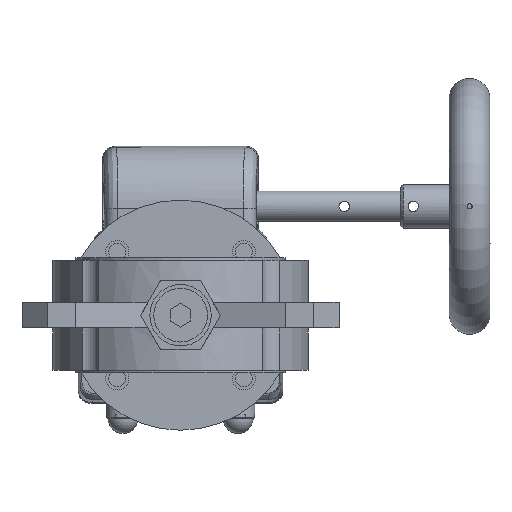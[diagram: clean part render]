
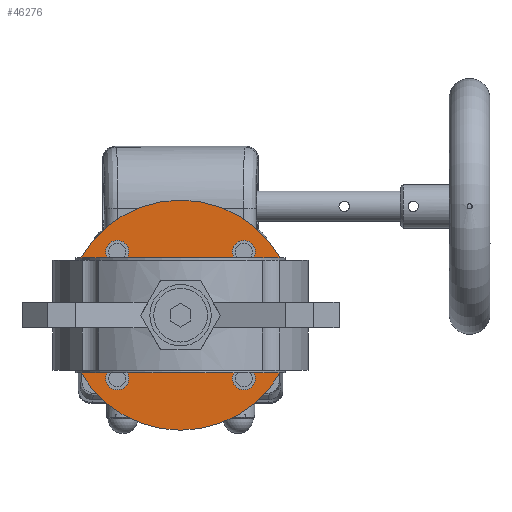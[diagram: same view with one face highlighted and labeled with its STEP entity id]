
A CAD part, front view. The second image highlights one B-rep face of the part: STEP entity #46276.
In plain terms, the highlighted planar face has unit normal (0, -1, 0).
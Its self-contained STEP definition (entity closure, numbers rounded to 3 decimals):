
#1378=PLANE('',#50706);
#1825=FACE_BOUND('',#16301,.T.);
#1826=FACE_BOUND('',#16302,.T.);
#1827=FACE_BOUND('',#16303,.T.);
#1828=FACE_BOUND('',#16304,.T.);
#1829=FACE_BOUND('',#16305,.T.);
#3540=CIRCLE('',#50610,4.5);
#3542=CIRCLE('',#50613,4.5);
#3544=CIRCLE('',#50616,4.5);
#3546=CIRCLE('',#50619,4.5);
#3549=CIRCLE('',#50623,45.);
#6754=LINE('',#156614,#9957);
#6888=LINE('',#157922,#10091);
#6889=LINE('',#157924,#10092);
#6890=LINE('',#157926,#10093);
#6891=LINE('',#157928,#10094);
#6892=LINE('',#157930,#10095);
#6893=LINE('',#157932,#10096);
#6894=LINE('',#157934,#10097);
#6895=LINE('',#157936,#10098);
#6896=LINE('',#157938,#10099);
#6897=LINE('',#157939,#10100);
#6898=LINE('',#157940,#10101);
#9957=VECTOR('',#61607,1000.);
#10091=VECTOR('',#61797,1000.);
#10092=VECTOR('',#61798,1000.);
#10093=VECTOR('',#61799,1000.);
#10094=VECTOR('',#61800,1000.);
#10095=VECTOR('',#61801,1000.);
#10096=VECTOR('',#61802,1000.);
#10097=VECTOR('',#61803,1000.);
#10098=VECTOR('',#61804,1000.);
#10099=VECTOR('',#61805,1000.);
#10100=VECTOR('',#61806,1000.);
#10101=VECTOR('',#61807,1000.);
#13453=FACE_OUTER_BOUND('',#16300,.T.);
#16300=EDGE_LOOP('',(#40911));
#16301=EDGE_LOOP('',(#40912,#40913,#40914,#40915,#40916,#40917,#40918,#40919,
#40920,#40921,#40922,#40923));
#16302=EDGE_LOOP('',(#40924));
#16303=EDGE_LOOP('',(#40925));
#16304=EDGE_LOOP('',(#40926));
#16305=EDGE_LOOP('',(#40927));
#21729=VERTEX_POINT('',#156407);
#21731=VERTEX_POINT('',#156413);
#21733=VERTEX_POINT('',#156419);
#21735=VERTEX_POINT('',#156425);
#21738=VERTEX_POINT('',#156433);
#21781=VERTEX_POINT('',#156611);
#21782=VERTEX_POINT('',#156613);
#21992=VERTEX_POINT('',#157920);
#21993=VERTEX_POINT('',#157921);
#21994=VERTEX_POINT('',#157923);
#21995=VERTEX_POINT('',#157925);
#21996=VERTEX_POINT('',#157927);
#21997=VERTEX_POINT('',#157929);
#21998=VERTEX_POINT('',#157931);
#21999=VERTEX_POINT('',#157933);
#22000=VERTEX_POINT('',#157935);
#22001=VERTEX_POINT('',#157937);
#28132=EDGE_CURVE('',#21729,#21729,#3540,.T.);
#28135=EDGE_CURVE('',#21731,#21731,#3542,.T.);
#28138=EDGE_CURVE('',#21733,#21733,#3544,.T.);
#28141=EDGE_CURVE('',#21735,#21735,#3546,.T.);
#28146=EDGE_CURVE('',#21738,#21738,#3549,.T.);
#28216=EDGE_CURVE('',#21781,#21782,#6754,.T.);
#28433=EDGE_CURVE('',#21992,#21993,#6888,.T.);
#28434=EDGE_CURVE('',#21992,#21994,#6889,.T.);
#28435=EDGE_CURVE('',#21994,#21995,#6890,.T.);
#28436=EDGE_CURVE('',#21995,#21996,#6891,.T.);
#28437=EDGE_CURVE('',#21997,#21996,#6892,.T.);
#28438=EDGE_CURVE('',#21998,#21997,#6893,.T.);
#28439=EDGE_CURVE('',#21998,#21999,#6894,.T.);
#28440=EDGE_CURVE('',#22000,#21999,#6895,.T.);
#28441=EDGE_CURVE('',#22001,#22000,#6896,.T.);
#28442=EDGE_CURVE('',#21782,#22001,#6897,.T.);
#28443=EDGE_CURVE('',#21781,#21993,#6898,.T.);
#40911=ORIENTED_EDGE('',*,*,#28146,.F.);
#40912=ORIENTED_EDGE('',*,*,#28433,.F.);
#40913=ORIENTED_EDGE('',*,*,#28434,.T.);
#40914=ORIENTED_EDGE('',*,*,#28435,.T.);
#40915=ORIENTED_EDGE('',*,*,#28436,.T.);
#40916=ORIENTED_EDGE('',*,*,#28437,.F.);
#40917=ORIENTED_EDGE('',*,*,#28438,.F.);
#40918=ORIENTED_EDGE('',*,*,#28439,.T.);
#40919=ORIENTED_EDGE('',*,*,#28440,.F.);
#40920=ORIENTED_EDGE('',*,*,#28441,.F.);
#40921=ORIENTED_EDGE('',*,*,#28442,.F.);
#40922=ORIENTED_EDGE('',*,*,#28216,.F.);
#40923=ORIENTED_EDGE('',*,*,#28443,.T.);
#40924=ORIENTED_EDGE('',*,*,#28132,.T.);
#40925=ORIENTED_EDGE('',*,*,#28135,.T.);
#40926=ORIENTED_EDGE('',*,*,#28138,.T.);
#40927=ORIENTED_EDGE('',*,*,#28141,.T.);
#46276=ADVANCED_FACE('',(#13453,#1825,#1826,#1827,#1828,#1829),#1378,.F.);
#50610=AXIS2_PLACEMENT_3D('',#156408,#61441,#61442);
#50613=AXIS2_PLACEMENT_3D('',#156414,#61448,#61449);
#50616=AXIS2_PLACEMENT_3D('',#156420,#61455,#61456);
#50619=AXIS2_PLACEMENT_3D('',#156426,#61462,#61463);
#50623=AXIS2_PLACEMENT_3D('',#156435,#61472,#61473);
#50706=AXIS2_PLACEMENT_3D('',#157919,#61795,#61796);
#61441=DIRECTION('center_axis',(0.,1.,0.));
#61442=DIRECTION('ref_axis',(0.,0.,1.));
#61448=DIRECTION('center_axis',(0.,1.,0.));
#61449=DIRECTION('ref_axis',(0.,0.,1.));
#61455=DIRECTION('center_axis',(0.,1.,0.));
#61456=DIRECTION('ref_axis',(0.,0.,1.));
#61462=DIRECTION('center_axis',(0.,1.,0.));
#61463=DIRECTION('ref_axis',(0.,0.,1.));
#61472=DIRECTION('center_axis',(0.,1.,0.));
#61473=DIRECTION('ref_axis',(0.,0.,1.));
#61607=DIRECTION('',(-1.,0.,0.));
#61795=DIRECTION('center_axis',(0.,1.,0.));
#61796=DIRECTION('ref_axis',(0.,0.,1.));
#61797=DIRECTION('',(-1.,0.,0.));
#61798=DIRECTION('',(0.,0.,-1.));
#61799=DIRECTION('',(-1.,0.,0.));
#61800=DIRECTION('',(0.,0.,-1.));
#61801=DIRECTION('',(1.,0.,0.));
#61802=DIRECTION('',(0.,0.,-1.));
#61803=DIRECTION('',(-1.,0.,0.));
#61804=DIRECTION('',(0.,0.,-1.));
#61805=DIRECTION('',(-1.,0.,0.));
#61806=DIRECTION('',(0.,0.,-1.));
#61807=DIRECTION('',(0.,0.,-1.));
#156407=CARTESIAN_POINT('',(-24.749,106.,-29.249));
#156408=CARTESIAN_POINT('Origin',(-24.749,106.,-24.749));
#156413=CARTESIAN_POINT('',(-24.749,106.,20.249));
#156414=CARTESIAN_POINT('Origin',(-24.749,106.,24.749));
#156419=CARTESIAN_POINT('',(24.749,106.,20.249));
#156420=CARTESIAN_POINT('Origin',(24.749,106.,24.749));
#156425=CARTESIAN_POINT('',(24.749,106.,-29.249));
#156426=CARTESIAN_POINT('Origin',(24.749,106.,-24.749));
#156433=CARTESIAN_POINT('',(0.,106.,-45.));
#156435=CARTESIAN_POINT('Origin',(0.,106.,0.));
#156611=CARTESIAN_POINT('',(17.,106.,13.5));
#156613=CARTESIAN_POINT('',(-17.,106.,13.5));
#156614=CARTESIAN_POINT('',(7.794,106.,13.5));
#157919=CARTESIAN_POINT('Origin',(0.,106.,0.));
#157920=CARTESIAN_POINT('',(26.,106.,5.));
#157921=CARTESIAN_POINT('',(17.,106.,5.));
#157922=CARTESIAN_POINT('',(-26.,106.,5.));
#157923=CARTESIAN_POINT('',(26.,106.,-5.));
#157924=CARTESIAN_POINT('',(26.,106.,5.));
#157925=CARTESIAN_POINT('',(17.,106.,-5.));
#157926=CARTESIAN_POINT('',(-26.,106.,-5.));
#157927=CARTESIAN_POINT('',(17.,106.,-13.5));
#157928=CARTESIAN_POINT('',(17.,106.,13.5));
#157929=CARTESIAN_POINT('',(-17.,106.,-13.5));
#157930=CARTESIAN_POINT('',(-7.794,106.,-13.5));
#157931=CARTESIAN_POINT('',(-17.,106.,-5.));
#157932=CARTESIAN_POINT('',(-17.,106.,13.5));
#157933=CARTESIAN_POINT('',(-26.,106.,-5.));
#157934=CARTESIAN_POINT('',(-26.,106.,-5.));
#157935=CARTESIAN_POINT('',(-26.,106.,5.));
#157936=CARTESIAN_POINT('',(-26.,106.,5.));
#157937=CARTESIAN_POINT('',(-17.,106.,5.));
#157938=CARTESIAN_POINT('',(-26.,106.,5.));
#157939=CARTESIAN_POINT('',(-17.,106.,13.5));
#157940=CARTESIAN_POINT('',(17.,106.,13.5));
